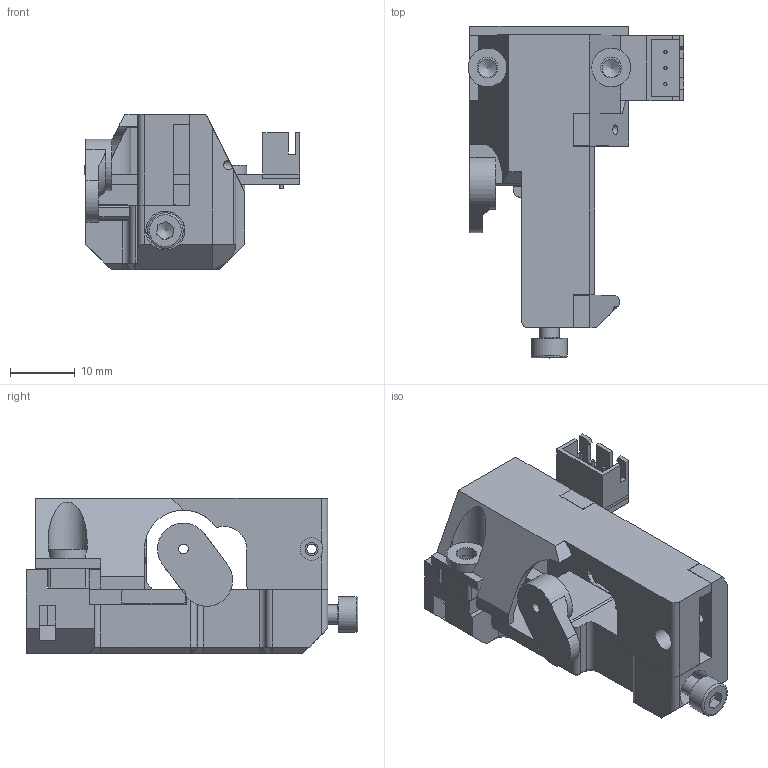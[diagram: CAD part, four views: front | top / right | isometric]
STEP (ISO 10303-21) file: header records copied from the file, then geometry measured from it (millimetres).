
FILE_DESCRIPTION(/* description */ (''),/* implementation_level */ '2;1');
FILE_NAME(/* name */ 'BFPTouch_Slim.stp',/* time_stamp */ '2018-07-03T22:46:22-03:00',/* author */ ('bruno'),/* organization */ (''),/* preprocessor_version */ 'ST-DEVELOPER v17',/* originating_system */ 'Autodesk Inventor 2018',/* authorisation */ '');
FILE_SCHEMA (('AUTOMOTIVE_DESIGN { 1 0 10303 214 3 1 1 }'));
Length unit declared in the file: millimetre
Products named in the file (11): BFPTouch_Slim; BFPTouch_Main_Slim_M3_Nut; Peça3; ServoHK15178_9g; Endstop_Opto_TCST2103; TCST2103^Endstop_Opto_TCST2103; PCB^Endstop_Opto_TCST2103; Connector^Endstop_Opto_TCST2103; BFPTouch_Horn; BFPTouch_Cover_Slim; DIN 912 - M3 x 30
Assembly tree (10 placements, depth 3):
  BFPTouch_Slim
    BFPTouch_Main_Slim_M3_Nut
    Peça3
    ServoHK15178_9g
    Endstop_Opto_TCST2103
      TCST2103^Endstop_Opto_TCST2103
      PCB^Endstop_Opto_TCST2103
      Connector^Endstop_Opto_TCST2103
    BFPTouch_Horn
    BFPTouch_Cover_Slim
    DIN 912 - M3 x 30
Bounding box: 33.27 x 51.14 x 23.9 mm (x, y, z)
Volume: 9236.5 mm3; surface area: 10881.3 mm2
Topology: 8 solids, 8 shells, 301 faces, 856 edges, 571 vertices
Faces by surface type: plane 226, cylinder 57, cone 16, torus 2
Full cylindrical faces by diameter (mm): 0.5 x6, 1.5 x3, 2 x1, 2.5 x1, 2.8 x2, 3 x1, 3.2 x5, 3.4 x4, 3.5 x1, 4.5 x1, 5.5 x1, 6 x1, 8 x1
Entity records: 10283 total; most frequent: CARTESIAN_POINT 1770, ORIENTED_EDGE 1698, DIRECTION 1674, EDGE_CURVE 849, LINE 650, VECTOR 650, VERTEX_POINT 571, AXIS2_PLACEMENT_3D 512
